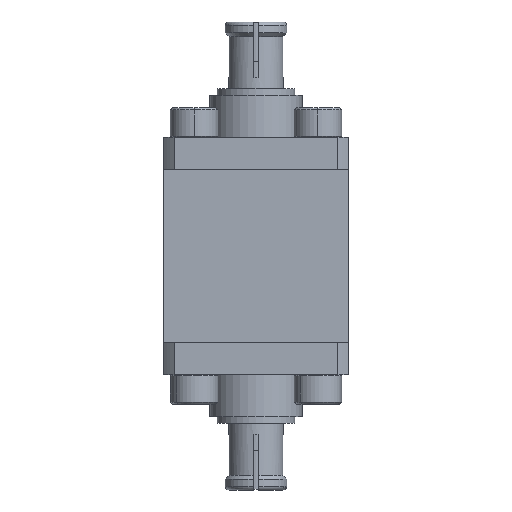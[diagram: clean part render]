
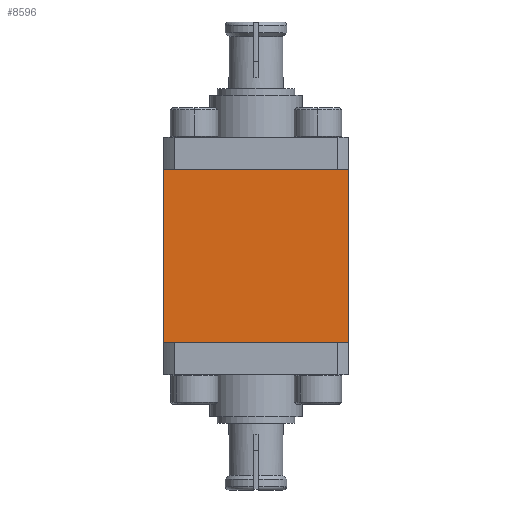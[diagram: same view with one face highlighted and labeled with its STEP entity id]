
A CAD part, left-side view. The second image highlights one B-rep face of the part: STEP entity #8596.
In plain terms, the highlighted planar face has unit normal (-1, 0, 0).
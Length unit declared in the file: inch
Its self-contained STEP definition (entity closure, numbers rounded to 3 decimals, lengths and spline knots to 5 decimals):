
#525 = VERTEX_POINT ( 'NONE', #8606 ) ;
#688 = FACE_OUTER_BOUND ( 'NONE', #5182, .T. ) ;
#893 = VECTOR ( 'NONE', #7195, 39.37008 ) ;
#1294 = VECTOR ( 'NONE', #3599, 39.37008 ) ;
#1335 = LINE ( 'NONE', #8405, #7451 ) ;
#1677 = CARTESIAN_POINT ( 'NONE',  ( 0., 0., 0. ) ) ;
#2202 = ORIENTED_EDGE ( 'NONE', *, *, #2751, .T. ) ;
#2496 = VERTEX_POINT ( 'NONE', #4235 ) ;
#2516 = CARTESIAN_POINT ( 'NONE',  ( 0., 0.375, -0.35 ) ) ;
#2677 = ORIENTED_EDGE ( 'NONE', *, *, #7035, .T. ) ;
#2694 = ORIENTED_EDGE ( 'NONE', *, *, #4530, .F. ) ;
#2751 = EDGE_CURVE ( 'NONE', #4256, #525, #6033, .T. ) ;
#2816 = CARTESIAN_POINT ( 'NONE',  ( 0., 0., -0.35 ) ) ;
#3599 = DIRECTION ( 'NONE',  ( 0., 0., 1. ) ) ;
#3877 = DIRECTION ( 'NONE',  ( 0., 0., 1. ) ) ;
#3986 = DIRECTION ( 'NONE',  ( -1., 0., 0. ) ) ;
#4040 = CARTESIAN_POINT ( 'NONE',  ( 0., 0., -0.35 ) ) ;
#4235 = CARTESIAN_POINT ( 'NONE',  ( 0., 0.375, 0. ) ) ;
#4256 = VERTEX_POINT ( 'NONE', #5213 ) ;
#4530 = EDGE_CURVE ( 'NONE', #7857, #2496, #1335, .T. ) ;
#4872 = DIRECTION ( 'NONE',  ( 0., -1., 0. ) ) ;
#5027 = ORIENTED_EDGE ( 'NONE', *, *, #9194, .F. ) ;
#5182 = EDGE_LOOP ( 'NONE', ( #5027, #2694, #2677, #2202 ) ) ;
#5213 = CARTESIAN_POINT ( 'NONE',  ( 0., 0., -0.35 ) ) ;
#6033 = LINE ( 'NONE', #2816, #1294 ) ;
#6159 = PLANE ( 'NONE',  #9386 ) ;
#7035 = EDGE_CURVE ( 'NONE', #7857, #4256, #9475, .T. ) ;
#7195 = DIRECTION ( 'NONE',  ( 0., -1., 0. ) ) ;
#7451 = VECTOR ( 'NONE', #8502, 39.37008 ) ;
#7857 = VERTEX_POINT ( 'NONE', #2516 ) ;
#8075 = LINE ( 'NONE', #1677, #9396 ) ;
#8405 = CARTESIAN_POINT ( 'NONE',  ( 0., 0.375, -0.35 ) ) ;
#8502 = DIRECTION ( 'NONE',  ( 0., 0., 1. ) ) ;
#8596 = ADVANCED_FACE ( 'NONE', ( #688 ), #6159, .T. ) ;
#8606 = CARTESIAN_POINT ( 'NONE',  ( 0., 0., 0. ) ) ;
#9194 = EDGE_CURVE ( 'NONE', #2496, #525, #8075, .T. ) ;
#9386 = AXIS2_PLACEMENT_3D ( 'NONE', #9428, #3986, #3877 ) ;
#9396 = VECTOR ( 'NONE', #4872, 39.37008 ) ;
#9428 = CARTESIAN_POINT ( 'NONE',  ( 0., 0., -0.35 ) ) ;
#9475 = LINE ( 'NONE', #4040, #893 ) ;
